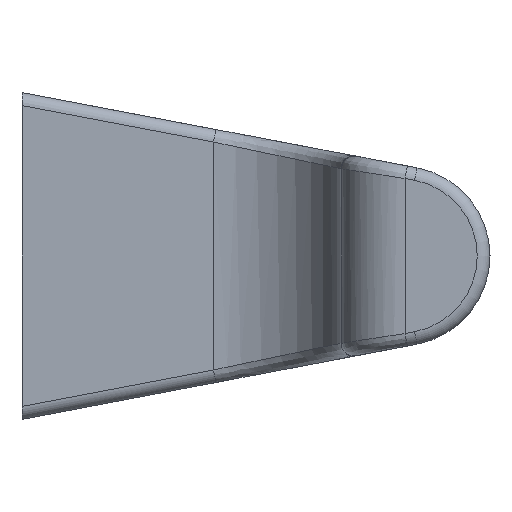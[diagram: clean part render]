
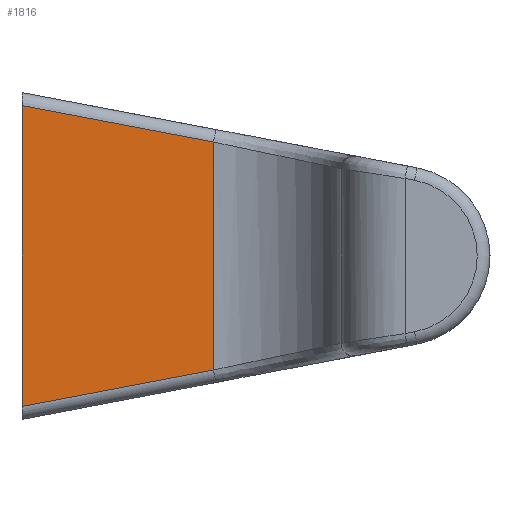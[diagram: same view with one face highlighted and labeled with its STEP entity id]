
A CAD part, left-side view. The second image highlights one B-rep face of the part: STEP entity #1816.
In plain terms, the highlighted planar face has unit normal (-1, 0, 0).
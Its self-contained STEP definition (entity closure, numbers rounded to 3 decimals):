
#291=PLANE('',#2002);
#392=FACE_OUTER_BOUND('',#510,.T.);
#510=EDGE_LOOP('',(#1650,#1651,#1652,#1653));
#604=LINE('',#7400,#696);
#608=LINE('',#7442,#700);
#611=LINE('',#7961,#703);
#614=LINE('',#7989,#706);
#696=VECTOR('',#2275,13.726);
#700=VECTOR('',#2289,13.726);
#703=VECTOR('',#2314,13.726);
#706=VECTOR('',#2319,13.726);
#896=VERTEX_POINT('',#7397);
#897=VERTEX_POINT('',#7399);
#902=VERTEX_POINT('',#7441);
#909=VERTEX_POINT('',#7937);
#1132=EDGE_CURVE('',#896,#897,#604,.T.);
#1140=EDGE_CURVE('',#897,#902,#608,.T.);
#1156=EDGE_CURVE('',#909,#896,#611,.T.);
#1159=EDGE_CURVE('',#909,#902,#614,.T.);
#1650=ORIENTED_EDGE('',*,*,#1156,.F.);
#1651=ORIENTED_EDGE('',*,*,#1159,.T.);
#1652=ORIENTED_EDGE('',*,*,#1140,.F.);
#1653=ORIENTED_EDGE('',*,*,#1132,.F.);
#1816=ADVANCED_FACE('',(#392),#291,.T.);
#2002=AXIS2_PLACEMENT_3D('',#7990,#2320,#2321);
#2275=DIRECTION('',(0.,0.,1.));
#2289=DIRECTION('',(0.,-0.982,-0.187));
#2314=DIRECTION('',(0.,0.982,-0.187));
#2319=DIRECTION('',(0.,0.,1.));
#2320=DIRECTION('center_axis',(-1.,0.,0.));
#2321=DIRECTION('ref_axis',(0.,0.,1.));
#7397=CARTESIAN_POINT('',(817.329,194.962,-2280.469));
#7399=CARTESIAN_POINT('',(817.329,194.962,-2248.137));
#7400=CARTESIAN_POINT('',(817.329,194.962,-2280.469));
#7441=CARTESIAN_POINT('',(817.329,174.373,-2252.053));
#7442=CARTESIAN_POINT('',(817.329,194.962,-2248.137));
#7937=CARTESIAN_POINT('',(817.329,174.373,-2276.553));
#7961=CARTESIAN_POINT('',(817.329,174.373,-2276.553));
#7989=CARTESIAN_POINT('',(817.329,174.373,-2276.553));
#7990=CARTESIAN_POINT('Origin',(817.329,184.668,-2280.471));
